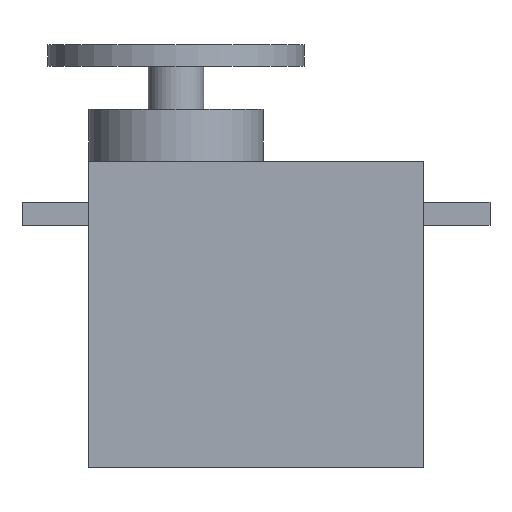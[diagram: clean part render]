
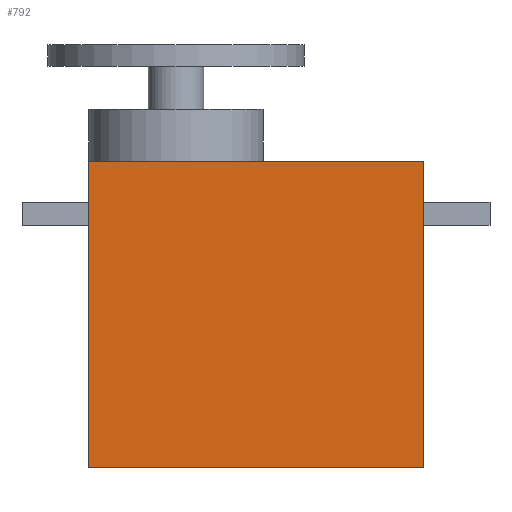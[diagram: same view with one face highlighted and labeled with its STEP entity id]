
A CAD part, front view. The second image highlights one B-rep face of the part: STEP entity #792.
In plain terms, the highlighted planar face has unit normal (0, -1, 0).
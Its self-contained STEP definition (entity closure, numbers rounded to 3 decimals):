
#17 = VECTOR ( 'NONE', #935, 1000. ) ;
#52 = CARTESIAN_POINT ( 'NONE',  ( 23.21, 0., 21.25 ) ) ;
#53 = VECTOR ( 'NONE', #706, 1000. ) ;
#72 = LINE ( 'NONE', #703, #53 ) ;
#187 = VERTEX_POINT ( 'NONE', #446 ) ;
#191 = LINE ( 'NONE', #52, #17 ) ;
#211 = VERTEX_POINT ( 'NONE', #504 ) ;
#285 = AXIS2_PLACEMENT_3D ( 'NONE', #909, #929, #941 ) ;
#323 = VECTOR ( 'NONE', #752, 1000. ) ;
#324 = ORIENTED_EDGE ( 'NONE', *, *, #683, .F. ) ;
#332 = ORIENTED_EDGE ( 'NONE', *, *, #938, .F. ) ;
#358 = ORIENTED_EDGE ( 'NONE', *, *, #927, .T. ) ;
#393 = LINE ( 'NONE', #742, #323 ) ;
#446 = CARTESIAN_POINT ( 'NONE',  ( 0., 0., 21.25 ) ) ;
#497 = CARTESIAN_POINT ( 'NONE',  ( 6.05, 0., 21.25 ) ) ;
#504 = CARTESIAN_POINT ( 'NONE',  ( 0., 0., 0. ) ) ;
#545 = CARTESIAN_POINT ( 'NONE',  ( 23.21, 0., 0. ) ) ;
#670 = CARTESIAN_POINT ( 'NONE',  ( 23.21, 0., 21.25 ) ) ;
#675 = FACE_OUTER_BOUND ( 'NONE', #1096, .T. ) ;
#679 = DIRECTION ( 'NONE',  ( 1., 0., 0. ) ) ;
#680 = DIRECTION ( 'NONE',  ( 1., 0., 0. ) ) ;
#683 = EDGE_CURVE ( 'NONE', #944, #1065, #191, .T. ) ;
#684 = CARTESIAN_POINT ( 'NONE',  ( 0., 0., 21.25 ) ) ;
#700 = CARTESIAN_POINT ( 'NONE',  ( 0., 0., 0. ) ) ;
#703 = CARTESIAN_POINT ( 'NONE',  ( 0., 0., 21.25 ) ) ;
#706 = DIRECTION ( 'NONE',  ( 0., 0., -1. ) ) ;
#742 = CARTESIAN_POINT ( 'NONE',  ( 0., 0., 21.25 ) ) ;
#752 = DIRECTION ( 'NONE',  ( 1., 0., 0. ) ) ;
#792 = ADVANCED_FACE ( 'NONE', ( #675 ), #942, .F. ) ;
#842 = EDGE_CURVE ( 'NONE', #187, #1108, #393, .T. ) ;
#906 = EDGE_CURVE ( 'NONE', #187, #211, #72, .T. ) ;
#909 = CARTESIAN_POINT ( 'NONE',  ( 0., 0., 21.25 ) ) ;
#913 = VECTOR ( 'NONE', #679, 1000. ) ;
#927 = EDGE_CURVE ( 'NONE', #211, #1065, #1013, .T. ) ;
#929 = DIRECTION ( 'NONE',  ( 0., 1., 0. ) ) ;
#935 = DIRECTION ( 'NONE',  ( 0., 0., -1. ) ) ;
#938 = EDGE_CURVE ( 'NONE', #1108, #944, #1056, .T. ) ;
#941 = DIRECTION ( 'NONE',  ( 0., 0., 1. ) ) ;
#942 = PLANE ( 'NONE',  #285 ) ;
#944 = VERTEX_POINT ( 'NONE', #670 ) ;
#1000 = VECTOR ( 'NONE', #680, 1000. ) ;
#1013 = LINE ( 'NONE', #700, #1000 ) ;
#1056 = LINE ( 'NONE', #684, #913 ) ;
#1065 = VERTEX_POINT ( 'NONE', #545 ) ;
#1071 = ORIENTED_EDGE ( 'NONE', *, *, #906, .T. ) ;
#1073 = ORIENTED_EDGE ( 'NONE', *, *, #842, .F. ) ;
#1096 = EDGE_LOOP ( 'NONE', ( #358, #324, #332, #1073, #1071 ) ) ;
#1108 = VERTEX_POINT ( 'NONE', #497 ) ;
